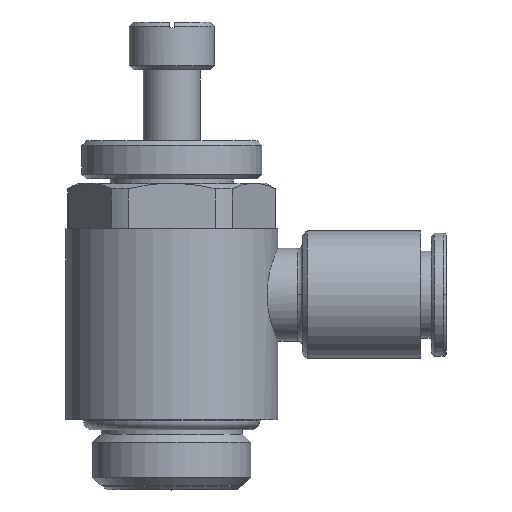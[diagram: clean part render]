
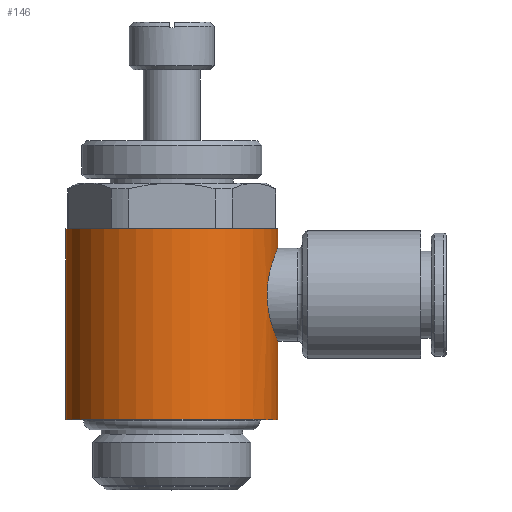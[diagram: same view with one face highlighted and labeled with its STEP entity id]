
A CAD part, top view. The second image highlights one B-rep face of the part: STEP entity #146.
In plain terms, the highlighted cylindrical face has radius 11.2 mm (diameter 22.4 mm), a partial arc.
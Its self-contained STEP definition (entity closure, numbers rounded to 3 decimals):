
#146=ADVANCED_FACE('',(#360),#361,.T.);
#360=FACE_OUTER_BOUND('',#576,.T.);
#361=CYLINDRICAL_SURFACE('',#577,11.2);
#576=EDGE_LOOP('',(#1331,#1332,#1333,#1334,#1335,#1336));
#577=AXIS2_PLACEMENT_3D('',#1337,#1338,#1339);
#1331=ORIENTED_EDGE('',*,*,#1365,.T.);
#1332=ORIENTED_EDGE('',*,*,#1423,.T.);
#1333=ORIENTED_EDGE('',*,*,#1369,.T.);
#1334=ORIENTED_EDGE('',*,*,#1594,.F.);
#1335=ORIENTED_EDGE('',*,*,#1367,.T.);
#1336=ORIENTED_EDGE('',*,*,#1593,.F.);
#1337=CARTESIAN_POINT('',(0.0,7.1,0.0));
#1338=DIRECTION('',(-0.0,1.0,0.0));
#1339=DIRECTION('',(1.0,0.0,0.0));
#1365=EDGE_CURVE('',#1605,#1606,#1607,.T.);
#1367=EDGE_CURVE('',#1610,#1608,#1611,.T.);
#1369=EDGE_CURVE('',#1614,#1612,#1615,.T.);
#1423=EDGE_CURVE('',#1606,#1614,#1714,.T.);
#1593=EDGE_CURVE('',#1605,#1608,#1975,.T.);
#1594=EDGE_CURVE('',#1610,#1612,#1976,.T.);
#1605=VERTEX_POINT('',#1987);
#1606=VERTEX_POINT('',#1988);
#1607=LINE('',#1989,#1990);
#1608=VERTEX_POINT('',#1991);
#1610=VERTEX_POINT('',#1993);
#1611=LINE('',#1994,#1995);
#1612=VERTEX_POINT('',#1996);
#1614=VERTEX_POINT('',#1998);
#1615=LINE('',#1999,#2000);
#1714=B_SPLINE_CURVE_WITH_KNOTS('',3,(#2176,#2177,#2178,#2179,#2180,#2181,#2182,#2183,#2184,#2185,#2186,#2187,#2188,#2189,#2190,#2191,#2192,#2193,#2194,#2195,#2196,#2197,#2198,#2199,#2200,#2201,#2202,#2203,#2204,#2205,#2206,#2207,#2208,#2209),.UNSPECIFIED.,.F.,.F.,(4,2,2,2,2,2,2,2,2,2,2,2,2,2,2,2,4),(7.495,8.431,9.367,10.303,11.239,12.177,13.114,14.052,14.989,15.927,16.865,17.802,18.74,19.676,20.612,21.548,22.484),.UNSPECIFIED.);
#1975=CIRCLE('',#2828,11.2);
#1976=CIRCLE('',#2829,11.2);
#1987=CARTESIAN_POINT('',(11.2,-5.95,0.0));
#1988=CARTESIAN_POINT('',(11.2,2.35,0.));
#1989=CARTESIAN_POINT('',(11.2,7.1,0.));
#1990=VECTOR('',#2848,1.0);
#1991=CARTESIAN_POINT('',(-11.2,-5.95,0.));
#1993=CARTESIAN_POINT('',(-11.2,14.2,0.));
#1994=CARTESIAN_POINT('',(-11.2,7.1,0.));
#1995=VECTOR('',#2852,1.0);
#1996=CARTESIAN_POINT('',(11.2,14.2,0.0));
#1998=CARTESIAN_POINT('',(11.2,12.15,0.));
#1999=CARTESIAN_POINT('',(11.2,7.1,0.));
#2000=VECTOR('',#2856,1.0);
#2176=CARTESIAN_POINT('',(11.2,2.35,0.));
#2177=CARTESIAN_POINT('',(11.2,2.35,0.312));
#2178=CARTESIAN_POINT('',(11.187,2.38,0.633));
#2179=CARTESIAN_POINT('',(11.132,2.506,1.27));
#2180=CARTESIAN_POINT('',(11.091,2.602,1.586));
#2181=CARTESIAN_POINT('',(10.988,2.854,2.188));
#2182=CARTESIAN_POINT('',(10.926,3.009,2.476));
#2183=CARTESIAN_POINT('',(10.792,3.368,3.007));
#2184=CARTESIAN_POINT('',(10.721,3.57,3.25));
#2185=CARTESIAN_POINT('',(10.581,4.001,3.68));
#2186=CARTESIAN_POINT('',(10.507,4.244,3.883));
#2187=CARTESIAN_POINT('',(10.368,4.775,4.241));
#2188=CARTESIAN_POINT('',(10.302,5.062,4.397));
#2189=CARTESIAN_POINT('',(10.191,5.664,4.648));
#2190=CARTESIAN_POINT('',(10.146,5.979,4.743));
#2191=CARTESIAN_POINT('',(10.086,6.616,4.87));
#2192=CARTESIAN_POINT('',(10.071,6.937,4.9));
#2193=CARTESIAN_POINT('',(10.071,7.563,4.9));
#2194=CARTESIAN_POINT('',(10.086,7.884,4.87));
#2195=CARTESIAN_POINT('',(10.146,8.521,4.743));
#2196=CARTESIAN_POINT('',(10.191,8.836,4.648));
#2197=CARTESIAN_POINT('',(10.302,9.438,4.397));
#2198=CARTESIAN_POINT('',(10.368,9.725,4.241));
#2199=CARTESIAN_POINT('',(10.507,10.256,3.883));
#2200=CARTESIAN_POINT('',(10.581,10.499,3.68));
#2201=CARTESIAN_POINT('',(10.721,10.93,3.25));
#2202=CARTESIAN_POINT('',(10.792,11.132,3.007));
#2203=CARTESIAN_POINT('',(10.926,11.491,2.476));
#2204=CARTESIAN_POINT('',(10.988,11.646,2.188));
#2205=CARTESIAN_POINT('',(11.091,11.898,1.586));
#2206=CARTESIAN_POINT('',(11.132,11.994,1.27));
#2207=CARTESIAN_POINT('',(11.187,12.12,0.633));
#2208=CARTESIAN_POINT('',(11.2,12.15,0.312));
#2209=CARTESIAN_POINT('',(11.2,12.15,0.));
#2828=AXIS2_PLACEMENT_3D('',#3295,#3296,#3297);
#2829=AXIS2_PLACEMENT_3D('',#3298,#3299,#3300);
#2848=DIRECTION('',(0.0,1.0,0.0));
#2852=DIRECTION('',(-0.0,-1.0,-0.0));
#2856=DIRECTION('',(0.0,1.0,0.0));
#3295=CARTESIAN_POINT('',(0.0,-5.95,0.0));
#3296=DIRECTION('',(0.0,-1.0,0.0));
#3297=DIRECTION('',(1.0,0.0,0.0));
#3298=CARTESIAN_POINT('',(0.0,14.2,0.0));
#3299=DIRECTION('',(-0.0,1.0,0.0));
#3300=DIRECTION('',(1.0,0.0,0.0));
